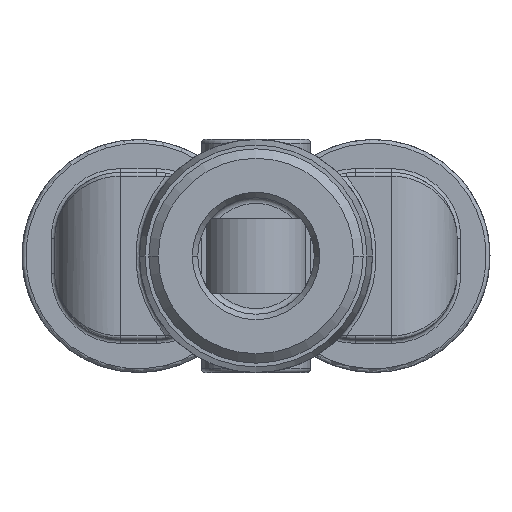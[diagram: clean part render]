
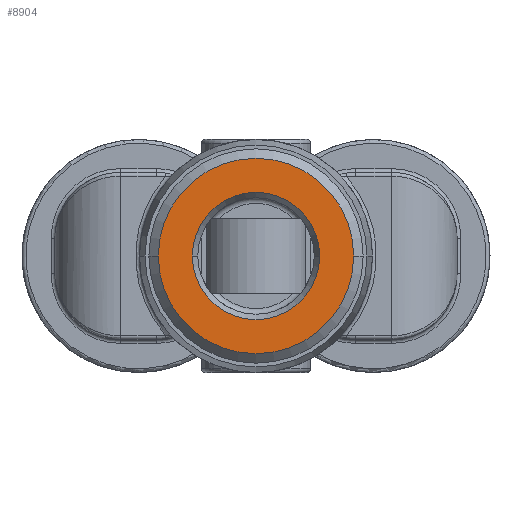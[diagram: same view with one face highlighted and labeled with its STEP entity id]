
A CAD part, front view. The second image highlights one B-rep face of the part: STEP entity #8904.
In plain terms, the highlighted planar face has unit normal (0, -1, 0).
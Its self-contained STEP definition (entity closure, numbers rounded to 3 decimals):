
#2302=CARTESIAN_POINT('',(0.,-5.3,0.));
#2303=DIRECTION('',(0.,-1.,0.));
#2304=DIRECTION('',(1.,0.,0.));
#2305=AXIS2_PLACEMENT_3D('',#2302,#2303,#2304);
#2315=CARTESIAN_POINT('',(0.,-5.3,0.));
#2316=DIRECTION('',(0.,1.,0.));
#2317=DIRECTION('',(1.,0.,0.));
#2318=AXIS2_PLACEMENT_3D('',#2315,#2316,#2317);
#2320=CARTESIAN_POINT('',(0.,-5.3,0.));
#2321=DIRECTION('',(0.,1.,0.));
#2322=DIRECTION('',(1.,0.,0.));
#2323=AXIS2_PLACEMENT_3D('',#2320,#2321,#2322);
#2325=CARTESIAN_POINT('',(0.,-5.3,0.));
#2326=DIRECTION('',(0.,-1.,0.));
#2327=DIRECTION('',(1.,0.,0.));
#2328=AXIS2_PLACEMENT_3D('',#2325,#2326,#2327);
#3847=CARTESIAN_POINT('',(3.389,-5.3,0.));
#3849=VERTEX_POINT('',#3847);
#3850=CARTESIAN_POINT('',(5.2,-5.3,0.));
#3852=VERTEX_POINT('',#3850);
#3857=CARTESIAN_POINT('',(-3.389,-5.3,0.));
#3859=VERTEX_POINT('',#3857);
#3860=CARTESIAN_POINT('',(-5.2,-5.3,0.));
#3862=VERTEX_POINT('',#3860);
#8889=CARTESIAN_POINT('',(0.,-5.3,0.));
#8890=DIRECTION('',(0.,-1.,0.));
#8891=DIRECTION('',(-1.,0.,0.));
#8892=AXIS2_PLACEMENT_3D('',#8889,#8890,#8891);
#8893=PLANE('',#8892);
#8894=ORIENTED_EDGE('',*,*,#8868,.F.);
#8895=ORIENTED_EDGE('',*,*,#8884,.T.);
#8896=EDGE_LOOP('',(#8894,#8895));
#8897=FACE_OUTER_BOUND('',#8896,.F.);
#8899=ORIENTED_EDGE('',*,*,#8898,.F.);
#8901=ORIENTED_EDGE('',*,*,#8900,.T.);
#8902=EDGE_LOOP('',(#8899,#8901));
#8903=FACE_BOUND('',#8902,.F.);
#8904=ADVANCED_FACE('',(#8897,#8903),#8893,.T.);
#2306=CIRCLE('',#2305,5.2);
#2319=CIRCLE('',#2318,5.2);
#2324=CIRCLE('',#2323,3.389);
#2329=CIRCLE('',#2328,3.389);
#8868=EDGE_CURVE('',#3852,#3862,#2306,.T.);
#8884=EDGE_CURVE('',#3852,#3862,#2319,.T.);
#8898=EDGE_CURVE('',#3849,#3859,#2324,.T.);
#8900=EDGE_CURVE('',#3849,#3859,#2329,.T.);
